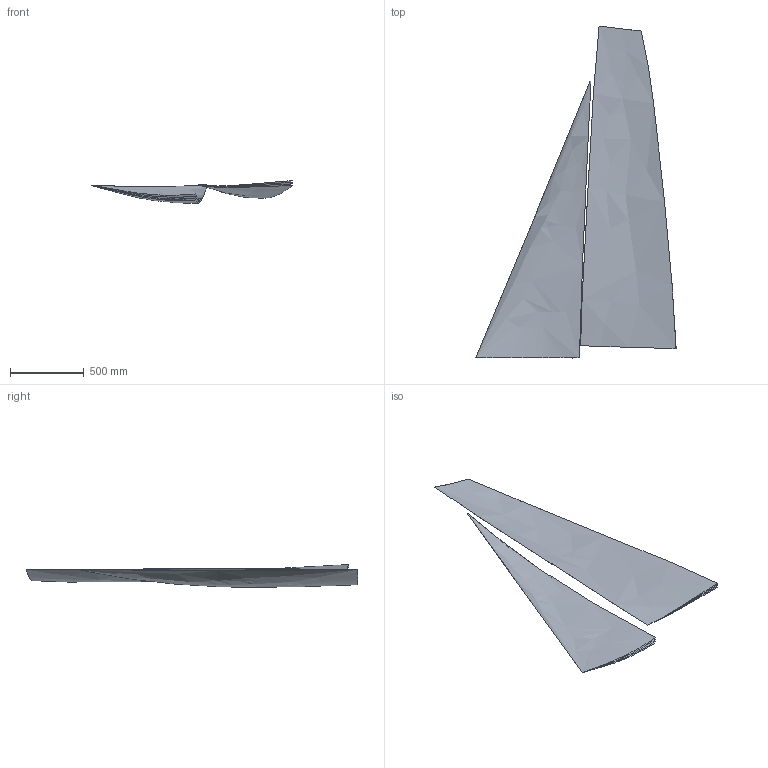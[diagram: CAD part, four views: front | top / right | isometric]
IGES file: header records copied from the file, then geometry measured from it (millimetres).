
Global section: file name: 28HViola_et_al-IJSCT2010.igs; native system: Rhinoceros ( Dec 20 2002 ); preprocessor: Trout Lake IGES 012 Dec 20 2002; date: 110330.212736; units: millimetre
Bounding box: 1354.86 x 2245 x 154.49 mm (x, y, z)
Surface area: 7130812.9 mm2 (no closed solid volume)
Topology: 0 solids, 0 shells, 8 faces, 198 edges, 198 vertices
Faces by surface type: bspline 8
